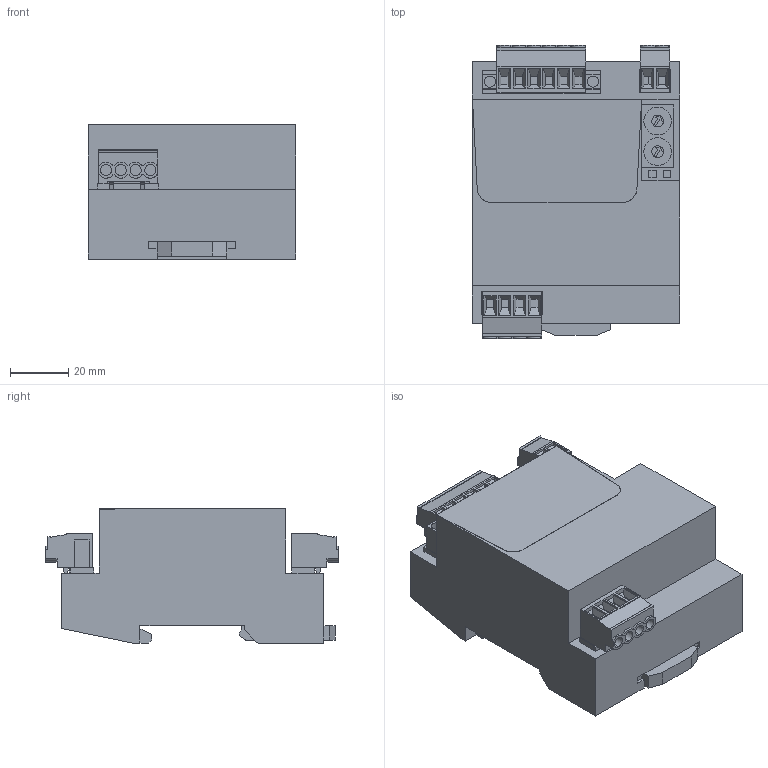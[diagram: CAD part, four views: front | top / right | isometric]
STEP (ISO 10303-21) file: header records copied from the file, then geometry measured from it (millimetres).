
FILE_DESCRIPTION(('CATIA V5 STEP Exchange','CAx-IF Rec.Pracs.--- Model Styling and Organization---1.4--- 2014-01-23'),'2;1');
FILE_NAME ('D1572787_0', '2023-05-04T08:19:33+00:00', ('none'), ('Weidmueller'), 'CATIA Version 5-6 Release 2016 SP3 HF44', 'CATIA V5 STEP AP214', 'none');
FILE_SCHEMA(('AUTOMOTIVE_DESIGN { 1 0 10303 214 1 1 1 1 }'));
Length unit declared in the file: millimetre
Products named in the file (1): S3D_ENERGY_METER_D370_CBM
Bounding box: 71 x 100.47 x 46 mm (x, y, z)
Volume: 232828 mm3; surface area: 45258.5 mm2
Topology: 23 solids, 23 shells, 935 faces, 2587 edges, 1757 vertices
Faces by surface type: plane 758, cylinder 162, extrusion 15
Entity records: 30162 total; most frequent: CARTESIAN_POINT 6273, ORIENTED_EDGE 5174, DIRECTION 3880, EDGE_CURVE 2587, VECTOR 2025, LINE 2010, VERTEX_POINT 1757, AXIS2_PLACEMENT_3D 1099
